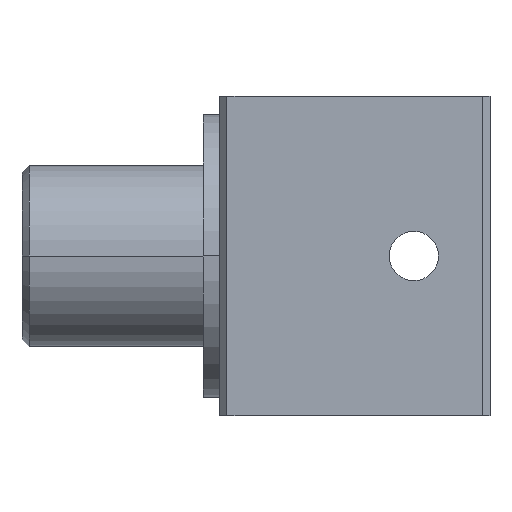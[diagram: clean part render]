
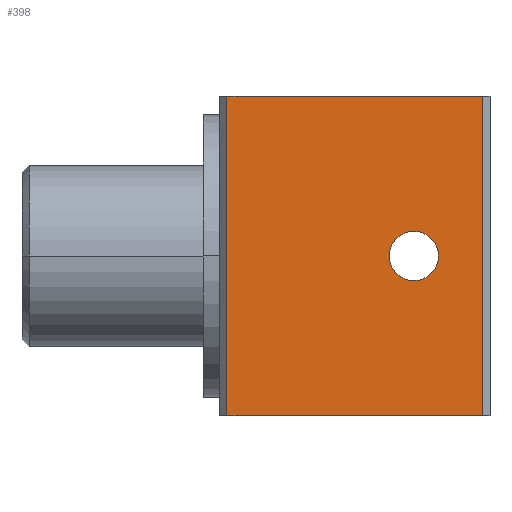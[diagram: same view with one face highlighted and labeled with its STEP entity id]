
A CAD part, front view. The second image highlights one B-rep face of the part: STEP entity #398.
In plain terms, the highlighted planar face has unit normal (0, -1, 0).
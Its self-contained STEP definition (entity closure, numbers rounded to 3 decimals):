
#113 = DIRECTION ( 'NONE',  ( 0., 0., 1. ) ) ;
#114 = DIRECTION ( 'NONE',  ( 0., 1., 0. ) ) ;
#161 = CARTESIAN_POINT ( 'NONE',  ( -10.5, -72.5, 0. ) ) ;
#190 = AXIS2_PLACEMENT_3D ( 'NONE', #426, #441, #439 ) ;
#193 = AXIS2_PLACEMENT_3D ( 'NONE', #161, #114, #113 ) ;
#296 = EDGE_CURVE ( 'NONE', #841, #809, #1145, .T. ) ;
#311 = AXIS2_PLACEMENT_3D ( 'NONE', #505, #555, #542 ) ;
#327 = EDGE_CURVE ( 'NONE', #781, #783, #1078, .T. ) ;
#328 = EDGE_CURVE ( 'NONE', #809, #841, #1068, .T. ) ;
#329 = EDGE_CURVE ( 'NONE', #802, #783, #1085, .T. ) ;
#331 = EDGE_CURVE ( 'NONE', #778, #802, #1063, .T. ) ;
#341 = EDGE_CURVE ( 'NONE', #781, #778, #1049, .T. ) ;
#398 = ADVANCED_FACE ( 'NONE', ( #1000, #991 ), #484, .T. ) ;
#426 = CARTESIAN_POINT ( 'NONE',  ( -10.5, -72.5, 0. ) ) ;
#428 = DIRECTION ( 'NONE',  ( 1., 0., 0. ) ) ;
#429 = CARTESIAN_POINT ( 'NONE',  ( -37.25, -72.5, -22. ) ) ;
#436 = DIRECTION ( 'NONE',  ( 0., 0., 1. ) ) ;
#437 = CARTESIAN_POINT ( 'NONE',  ( -1., -72.5, -22. ) ) ;
#439 = DIRECTION ( 'NONE',  ( 0., 0., 1. ) ) ;
#441 = DIRECTION ( 'NONE',  ( 0., 1., 0. ) ) ;
#442 = DIRECTION ( 'NONE',  ( 1., 0., 0. ) ) ;
#444 = CARTESIAN_POINT ( 'NONE',  ( -37.25, -72.5, 22. ) ) ;
#484 = PLANE ( 'NONE',  #311 ) ;
#505 = CARTESIAN_POINT ( 'NONE',  ( -37.25, -72.5, -22. ) ) ;
#542 = DIRECTION ( 'NONE',  ( 0., 0., -1. ) ) ;
#555 = DIRECTION ( 'NONE',  ( 0., -1., 0. ) ) ;
#582 = CARTESIAN_POINT ( 'NONE',  ( -1., -72.5, 22. ) ) ;
#601 = CARTESIAN_POINT ( 'NONE',  ( -1., -72.5, -22. ) ) ;
#686 = CARTESIAN_POINT ( 'NONE',  ( -10.5, -72.5, -3.4 ) ) ;
#692 = CARTESIAN_POINT ( 'NONE',  ( -36.25, -72.5, 22. ) ) ;
#698 = CARTESIAN_POINT ( 'NONE',  ( -10.5, -72.5, 3.4 ) ) ;
#699 = DIRECTION ( 'NONE',  ( 0., 0., -1. ) ) ;
#724 = CARTESIAN_POINT ( 'NONE',  ( -36.25, -72.5, -22. ) ) ;
#735 = CARTESIAN_POINT ( 'NONE',  ( -36.25, -72.5, -22. ) ) ;
#778 = VERTEX_POINT ( 'NONE', #724 ) ;
#781 = VERTEX_POINT ( 'NONE', #692 ) ;
#783 = VERTEX_POINT ( 'NONE', #582 ) ;
#802 = VERTEX_POINT ( 'NONE', #601 ) ;
#809 = VERTEX_POINT ( 'NONE', #698 ) ;
#841 = VERTEX_POINT ( 'NONE', #686 ) ;
#991 = FACE_OUTER_BOUND ( 'NONE', #1451, .T. ) ;
#1000 = FACE_BOUND ( 'NONE', #1448, .T. ) ;
#1048 = VECTOR ( 'NONE', #699, 1000. ) ;
#1049 = LINE ( 'NONE', #735, #1048 ) ;
#1062 = VECTOR ( 'NONE', #428, 1000. ) ;
#1063 = LINE ( 'NONE', #429, #1062 ) ;
#1068 = CIRCLE ( 'NONE', #190, 3.4 ) ;
#1072 = VECTOR ( 'NONE', #442, 1000. ) ;
#1078 = LINE ( 'NONE', #444, #1072 ) ;
#1085 = LINE ( 'NONE', #437, #1086 ) ;
#1086 = VECTOR ( 'NONE', #436, 1000. ) ;
#1145 = CIRCLE ( 'NONE', #193, 3.4 ) ;
#1159 = ORIENTED_EDGE ( 'NONE', *, *, #328, .T. ) ;
#1317 = ORIENTED_EDGE ( 'NONE', *, *, #329, .T. ) ;
#1318 = ORIENTED_EDGE ( 'NONE', *, *, #331, .T. ) ;
#1319 = ORIENTED_EDGE ( 'NONE', *, *, #341, .T. ) ;
#1366 = ORIENTED_EDGE ( 'NONE', *, *, #296, .T. ) ;
#1367 = ORIENTED_EDGE ( 'NONE', *, *, #327, .F. ) ;
#1448 = EDGE_LOOP ( 'NONE', ( #1159, #1366 ) ) ;
#1451 = EDGE_LOOP ( 'NONE', ( #1367, #1319, #1318, #1317 ) ) ;
